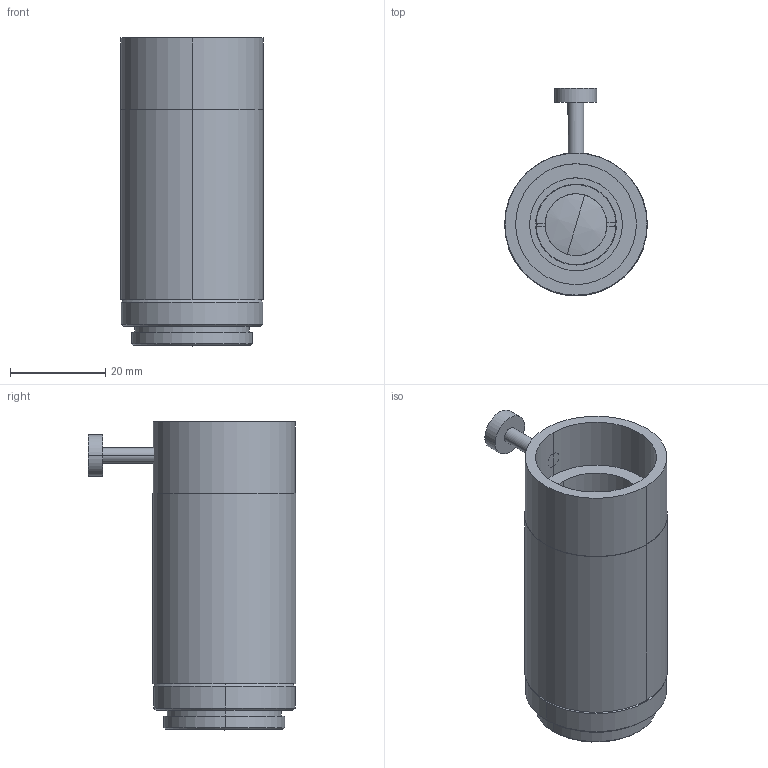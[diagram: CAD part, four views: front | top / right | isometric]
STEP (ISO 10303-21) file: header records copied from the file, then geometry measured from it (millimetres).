
FILE_DESCRIPTION (( 'STEP AP203' ), '1' );
FILE_NAME ('53042.step', '2012-07-12T22:44:06', ( 'EO' ), ( 'EO' ), 'SwSTEP 2.0', 'SolidWorks 2011', '' );
FILE_SCHEMA (( 'CONFIG_CONTROL_DESIGN' ));
Length unit declared in the file: millimetre
Products named in the file (1): 53042
Bounding box: 30 x 43.61 x 64.73 mm (x, y, z)
Volume: 17494.1 mm3; surface area: 16107.3 mm2
Topology: 6 solids, 6 shells, 96 faces, 202 edges, 132 vertices
Faces by surface type: cylinder 50, plane 32, cone 10, sphere 4
Entity records: 2711 total; most frequent: DIRECTION 522, CARTESIAN_POINT 431, ORIENTED_EDGE 404, AXIS2_PLACEMENT_3D 223, EDGE_CURVE 202, VERTEX_POINT 132, CIRCLE 126, EDGE_LOOP 118
